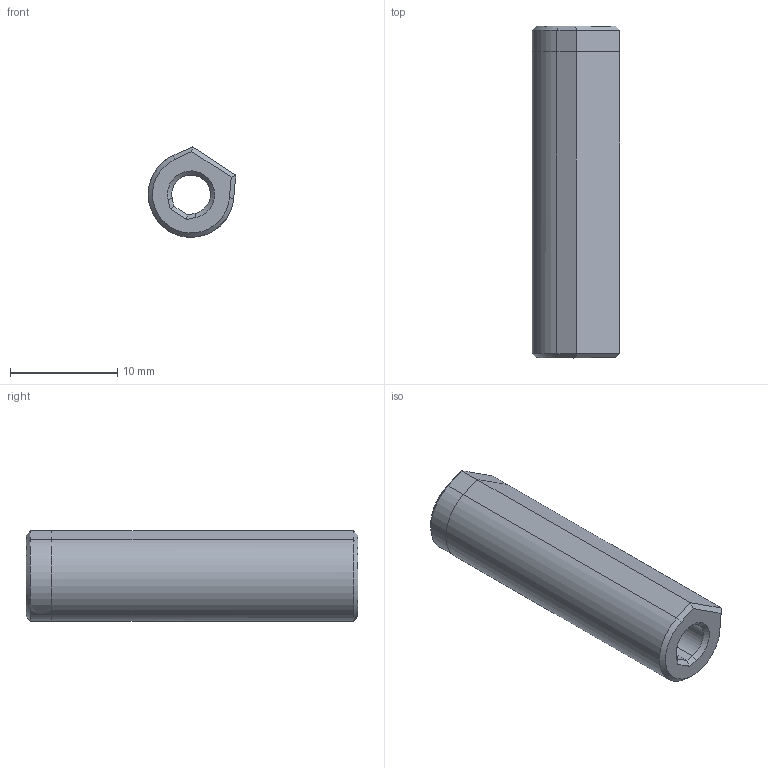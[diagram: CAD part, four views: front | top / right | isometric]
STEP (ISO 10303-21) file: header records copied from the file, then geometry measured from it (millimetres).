
FILE_DESCRIPTION(('FreeCAD Model'),'2;1');
FILE_NAME('Open CASCADE Shape Model','2024-12-06T12:49:26',(''),(''), 'Open CASCADE STEP processor 7.8','FreeCAD','Unknown');
FILE_SCHEMA(('AUTOMOTIVE_DESIGN { 1 0 10303 214 1 1 1 1 }'));
Length unit declared in the file: millimetre
Products named in the file (2): Standoff_2_mod; Body002
Assembly tree (1 placements, depth 2):
  Standoff_2_mod
    Body002
Bounding box: 8.17 x 31 x 8.46 mm (x, y, z)
Volume: 1256.6 mm3; surface area: 1218.1 mm2
Topology: 1 solids, 1 shells, 40 faces, 86 edges, 48 vertices
Faces by surface type: plane 26, cylinder 6, cone 4, bspline 2, extrusion 2
Entity records: 1908 total; most frequent: CARTESIAN_POINT 1030, ORIENTED_EDGE 172, DIRECTION 164, EDGE_CURVE 86, VECTOR 68, LINE 66, AXIS2_PLACEMENT_3D 48, VERTEX_POINT 48
